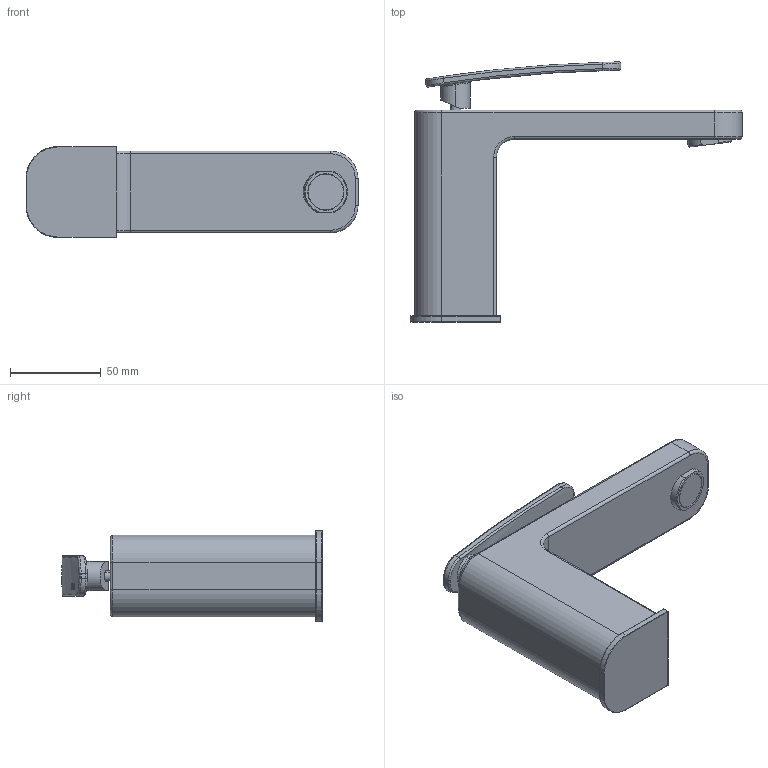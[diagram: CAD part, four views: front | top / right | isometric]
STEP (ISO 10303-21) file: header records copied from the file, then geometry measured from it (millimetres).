
FILE_DESCRIPTION (( 'STEP AP214' ), '1' );
FILE_NAME ('810100.STEP', '2020-08-21T08:29:39', ( '' ), ( '' ), 'SwSTEP 2.0', 'SolidWorks 2016', '' );
FILE_SCHEMA (( 'AUTOMOTIVE_DESIGN' ));
Length unit declared in the file: millimetre
Products named in the file (1): 810100
Bounding box: 182.5 x 142.98 x 50 mm (x, y, z)
Volume: 332726.5 mm3; surface area: 53540.1 mm2
Topology: 3 solids, 11 shells, 248 faces, 578 edges, 355 vertices
Faces by surface type: cylinder 94, plane 90, torus 26, bspline 26, sphere 9, cone 3
Entity records: 11755 total; most frequent: CARTESIAN_POINT 3556, ORIENTED_EDGE 1138, DIRECTION 1097, EDGE_CURVE 569, AXIS2_PLACEMENT_3D 418, VERTEX_POINT 355, LINE 261, VECTOR 261
